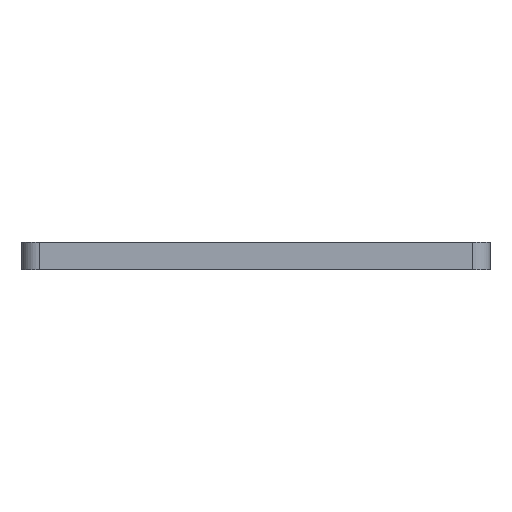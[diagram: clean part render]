
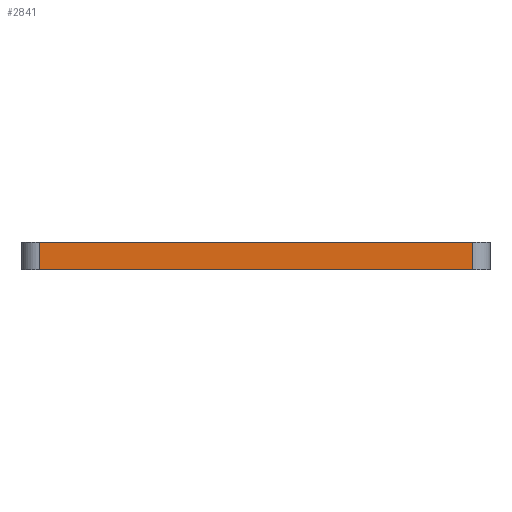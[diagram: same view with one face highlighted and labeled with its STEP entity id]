
A CAD part, front view. The second image highlights one B-rep face of the part: STEP entity #2841.
In plain terms, the highlighted planar face has unit normal (0, -1, 0).
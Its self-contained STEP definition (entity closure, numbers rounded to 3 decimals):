
#3 = VERTEX_POINT ( 'NONE', #3808 ) ;
#254 = VERTEX_POINT ( 'NONE', #2328 ) ;
#283 = CARTESIAN_POINT ( 'NONE',  ( -62.5, -105., 4. ) ) ;
#582 = ORIENTED_EDGE ( 'NONE', *, *, #3241, .T. ) ;
#801 = VERTEX_POINT ( 'NONE', #1164 ) ;
#843 = CARTESIAN_POINT ( 'NONE',  ( -62.5, -105., -4. ) ) ;
#848 = VERTEX_POINT ( 'NONE', #843 ) ;
#915 = VECTOR ( 'NONE', #3830, 1000. ) ;
#1164 = CARTESIAN_POINT ( 'NONE',  ( 62.5, -105., 4. ) ) ;
#1225 = EDGE_CURVE ( 'NONE', #3, #801, #1553, .T. ) ;
#1540 = ORIENTED_EDGE ( 'NONE', *, *, #3868, .T. ) ;
#1553 = LINE ( 'NONE', #3554, #3666 ) ;
#1578 = EDGE_CURVE ( 'NONE', #3, #848, #2147, .T. ) ;
#1625 = ORIENTED_EDGE ( 'NONE', *, *, #1225, .F. ) ;
#1934 = DIRECTION ( 'NONE',  ( 0., 0., -1. ) ) ;
#1936 = CARTESIAN_POINT ( 'NONE',  ( -67.5, -105., -4. ) ) ;
#1971 = DIRECTION ( 'NONE',  ( 1., 0., 0. ) ) ;
#2043 = LINE ( 'NONE', #2281, #915 ) ;
#2050 = VECTOR ( 'NONE', #4148, 1000. ) ;
#2147 = LINE ( 'NONE', #283, #3664 ) ;
#2213 = DIRECTION ( 'NONE',  ( 0., 0., 1. ) ) ;
#2281 = CARTESIAN_POINT ( 'NONE',  ( 62.5, -105., 4. ) ) ;
#2328 = CARTESIAN_POINT ( 'NONE',  ( 62.5, -105., -4. ) ) ;
#2393 = LINE ( 'NONE', #1936, #2050 ) ;
#2526 = DIRECTION ( 'NONE',  ( 0., 1., 0. ) ) ;
#2749 = AXIS2_PLACEMENT_3D ( 'NONE', #3828, #2526, #2213 ) ;
#2841 = ADVANCED_FACE ( 'NONE', ( #3270 ), #3515, .F. ) ;
#2906 = ORIENTED_EDGE ( 'NONE', *, *, #1578, .T. ) ;
#3034 = EDGE_LOOP ( 'NONE', ( #582, #1540, #1625, #2906 ) ) ;
#3241 = EDGE_CURVE ( 'NONE', #848, #254, #2393, .T. ) ;
#3270 = FACE_OUTER_BOUND ( 'NONE', #3034, .T. ) ;
#3515 = PLANE ( 'NONE',  #2749 ) ;
#3554 = CARTESIAN_POINT ( 'NONE',  ( -67.5, -105., 4. ) ) ;
#3664 = VECTOR ( 'NONE', #1934, 1000. ) ;
#3666 = VECTOR ( 'NONE', #1971, 1000. ) ;
#3808 = CARTESIAN_POINT ( 'NONE',  ( -62.5, -105., 4. ) ) ;
#3828 = CARTESIAN_POINT ( 'NONE',  ( -67.5, -105., 4. ) ) ;
#3830 = DIRECTION ( 'NONE',  ( 0., 0., 1. ) ) ;
#3868 = EDGE_CURVE ( 'NONE', #254, #801, #2043, .T. ) ;
#4148 = DIRECTION ( 'NONE',  ( 1., 0., 0. ) ) ;
